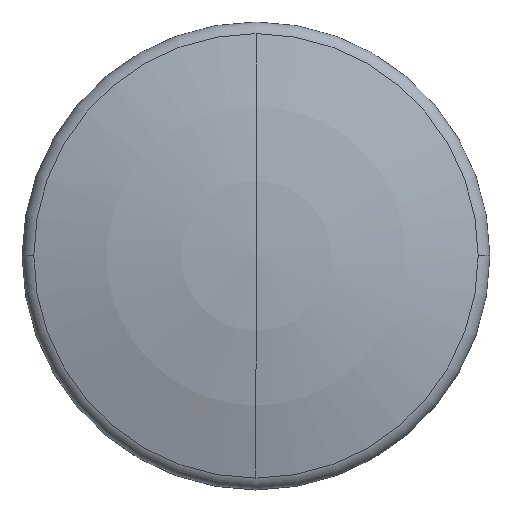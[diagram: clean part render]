
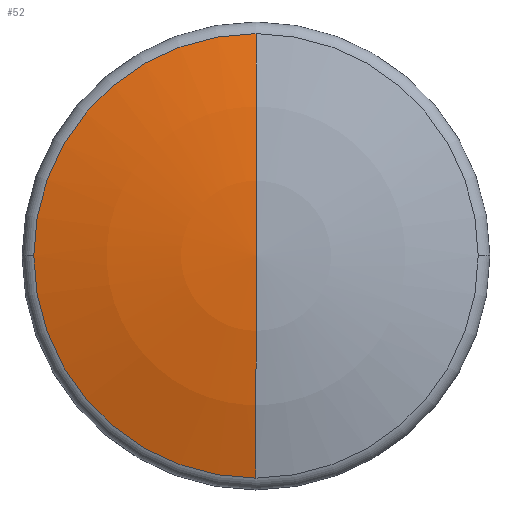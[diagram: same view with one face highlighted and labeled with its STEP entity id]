
A CAD part, top view. The second image highlights one B-rep face of the part: STEP entity #52.
In plain terms, the highlighted spherical face has radius 46.845 mm.
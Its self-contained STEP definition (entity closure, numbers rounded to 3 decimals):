
#52=ADVANCED_FACE('',(#125),#126,.T.);
#125=FACE_OUTER_BOUND('',#221,.T.);
#126=SPHERICAL_SURFACE('',#222,46.845);
#221=EDGE_LOOP('',(#312,#313,#314,#315));
#222=AXIS2_PLACEMENT_3D('',#316,#317,#318);
#312=ORIENTED_EDGE('',*,*,#529,.F.);
#313=ORIENTED_EDGE('',*,*,#530,.T.);
#314=ORIENTED_EDGE('',*,*,#531,.T.);
#315=ORIENTED_EDGE('',*,*,#532,.F.);
#316=CARTESIAN_POINT('',(0.,0.,-35.995));
#317=DIRECTION('',(0.0,0.,1.0));
#318=DIRECTION('',(0.,1.0,0.));
#529=EDGE_CURVE('',#611,#612,#613,.T.);
#530=EDGE_CURVE('',#611,#614,#615,.T.);
#531=EDGE_CURVE('',#614,#616,#617,.T.);
#532=EDGE_CURVE('',#612,#616,#618,.T.);
#611=VERTEX_POINT('',#728);
#612=VERTEX_POINT('',#729);
#613=CIRCLE('',#730,46.845);
#614=VERTEX_POINT('',#731);
#615=CIRCLE('',#732,13.539);
#616=VERTEX_POINT('',#733);
#617=CIRCLE('',#734,13.539);
#618=CIRCLE('',#735,46.845);
#728=CARTESIAN_POINT('',(0.,13.539,8.851));
#729=CARTESIAN_POINT('',(0.,0.,10.85));
#730=AXIS2_PLACEMENT_3D('',#860,#861,#862);
#731=CARTESIAN_POINT('',(-13.539,0.,8.851));
#732=AXIS2_PLACEMENT_3D('',#863,#864,#865);
#733=CARTESIAN_POINT('',(0.,-13.539,8.851));
#734=AXIS2_PLACEMENT_3D('',#866,#867,#868);
#735=AXIS2_PLACEMENT_3D('',#869,#870,#871);
#860=CARTESIAN_POINT('',(0.,0.,-35.995));
#861=DIRECTION('',(1.0,0.,0.));
#862=DIRECTION('',(0.,0.0,1.0));
#863=CARTESIAN_POINT('',(0.,0.,8.851));
#864=DIRECTION('',(0.,0.,1.0));
#865=DIRECTION('',(1.0,0.,0.));
#866=CARTESIAN_POINT('',(0.,0.,8.851));
#867=DIRECTION('',(0.,0.,1.0));
#868=DIRECTION('',(1.0,0.,0.));
#869=CARTESIAN_POINT('',(0.,0.,-35.995));
#870=DIRECTION('',(1.0,0.,0.));
#871=DIRECTION('',(0.,0.0,1.0));
